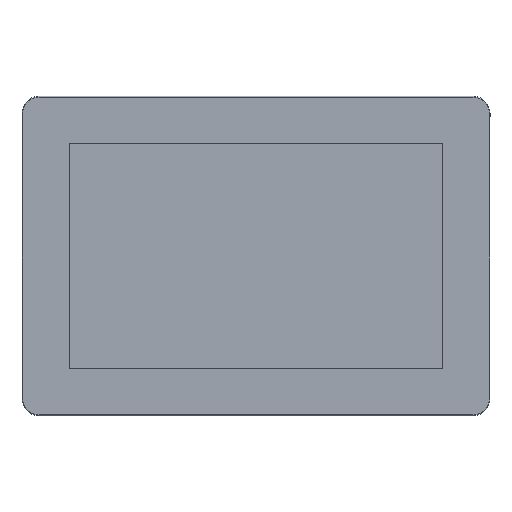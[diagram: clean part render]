
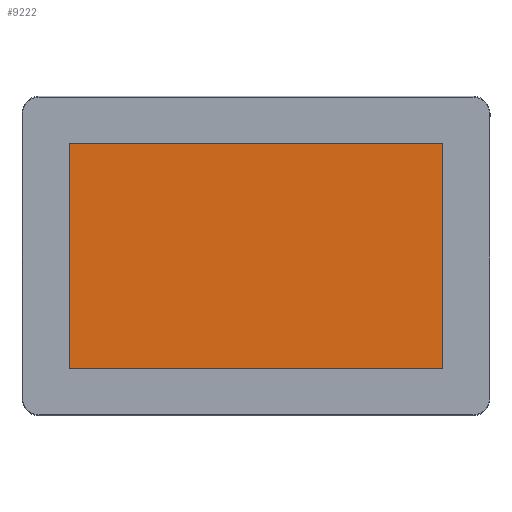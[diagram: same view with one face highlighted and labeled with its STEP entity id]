
A CAD part, top view. The second image highlights one B-rep face of the part: STEP entity #9222.
In plain terms, the highlighted planar face has unit normal (0, 0, 1).
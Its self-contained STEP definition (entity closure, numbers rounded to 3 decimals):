
#519=FACE_OUTER_BOUND('',#1019,.T.);
#1019=EDGE_LOOP('',(#6241,#6242,#6243,#6244));
#1539=LINE('',#13271,#2728);
#1543=LINE('',#13279,#2732);
#1546=LINE('',#13285,#2735);
#1549=LINE('',#13290,#2738);
#2728=VECTOR('',#10770,10.);
#2732=VECTOR('',#10776,10.);
#2735=VECTOR('',#10781,10.);
#2738=VECTOR('',#10786,10.);
#3905=VERTEX_POINT('',#13269);
#3906=VERTEX_POINT('',#13270);
#3909=VERTEX_POINT('',#13278);
#3911=VERTEX_POINT('',#13284);
#4814=EDGE_CURVE('',#3905,#3906,#1539,.T.);
#4818=EDGE_CURVE('',#3906,#3909,#1543,.T.);
#4821=EDGE_CURVE('',#3909,#3911,#1546,.T.);
#4824=EDGE_CURVE('',#3911,#3905,#1549,.T.);
#6241=ORIENTED_EDGE('',*,*,#4824,.T.);
#6242=ORIENTED_EDGE('',*,*,#4814,.T.);
#6243=ORIENTED_EDGE('',*,*,#4818,.T.);
#6244=ORIENTED_EDGE('',*,*,#4821,.T.);
#8797=PLANE('',#10011);
#9222=ADVANCED_FACE('',(#519),#8797,.T.);
#10011=AXIS2_PLACEMENT_3D('',#13292,#10788,#10789);
#10770=DIRECTION('',(1.,0.,0.));
#10776=DIRECTION('',(0.,1.,0.));
#10781=DIRECTION('',(-1.,0.,0.));
#10786=DIRECTION('',(0.,-1.,0.));
#10788=DIRECTION('center_axis',(0.,0.,1.));
#10789=DIRECTION('ref_axis',(1.,0.,0.));
#13269=CARTESIAN_POINT('',(-54.3,-32.7,1.1));
#13270=CARTESIAN_POINT('',(54.3,-32.7,1.1));
#13271=CARTESIAN_POINT('',(-54.3,-32.7,1.1));
#13278=CARTESIAN_POINT('',(54.3,32.7,1.1));
#13279=CARTESIAN_POINT('',(54.3,-32.7,1.1));
#13284=CARTESIAN_POINT('',(-54.3,32.7,1.1));
#13285=CARTESIAN_POINT('',(54.3,32.7,1.1));
#13290=CARTESIAN_POINT('',(-54.3,32.7,1.1));
#13292=CARTESIAN_POINT('Origin',(0.,0.,
1.1));
